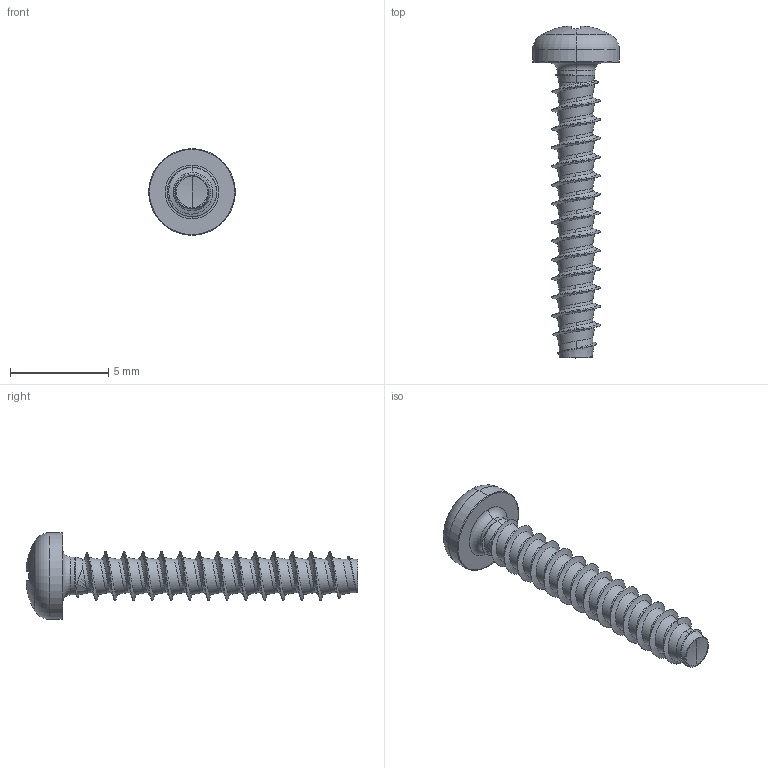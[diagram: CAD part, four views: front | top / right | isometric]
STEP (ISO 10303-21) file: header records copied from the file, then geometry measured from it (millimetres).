
FILE_DESCRIPTION (( 'STEP AP203' ), '1' );
FILE_NAME ('STP220250150.STEP', '2017-08-15T02:38:25', ( '' ), ( '' ), 'SwSTEP 2.0', 'SolidWorks 2015', '' );
FILE_SCHEMA (( 'CONFIG_CONTROL_DESIGN' ));
Length unit declared in the file: millimetre
Products named in the file (1): STP220250150
Bounding box: 4.4 x 16.87 x 4.4 mm (x, y, z)
Volume: 62.8 mm3; surface area: 186.7 mm2
Topology: 1 solids, 1 shells, 197 faces, 476 edges, 281 vertices
Faces by surface type: cylinder 56, bspline 55, plane 30, torus 28, sphere 20, cone 8
Entity records: 23460 total; most frequent: CARTESIAN_POINT 19337, ORIENTED_EDGE 948, DIRECTION 748, EDGE_CURVE 474, AXIS2_PLACEMENT_3D 324, VERTEX_POINT 281, EDGE_LOOP 199, ADVANCED_FACE 197
